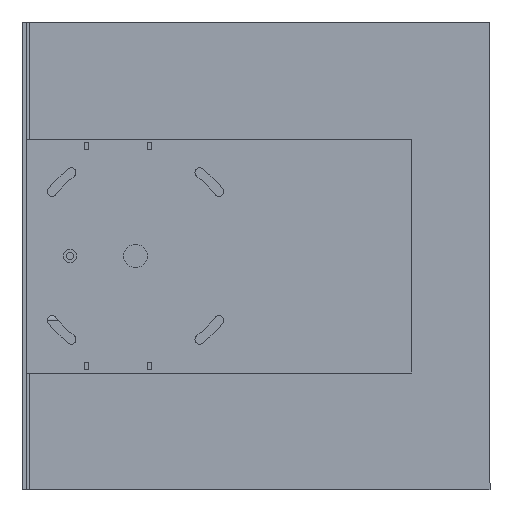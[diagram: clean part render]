
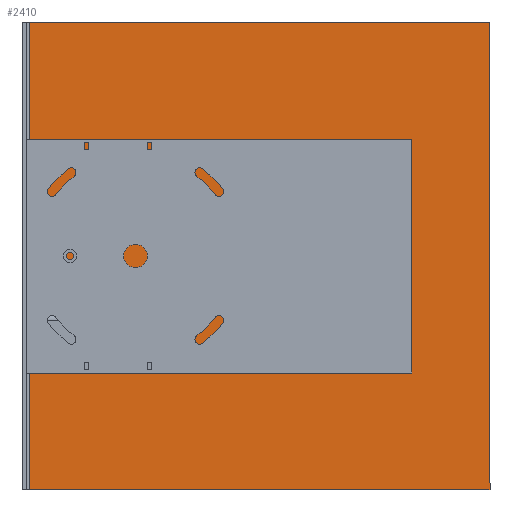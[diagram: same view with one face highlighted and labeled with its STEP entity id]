
A CAD part, left-side view. The second image highlights one B-rep face of the part: STEP entity #2410.
In plain terms, the highlighted face is planar.
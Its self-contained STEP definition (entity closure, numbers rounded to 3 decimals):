
#97=FACE_BOUND('',#441,.T.);
#161=PLANE('',#2750);
#283=FACE_OUTER_BOUND('',#440,.T.);
#440=EDGE_LOOP('',(#2210,#2211,#2212,#2213));
#441=EDGE_LOOP('',(#2214,#2215,#2216,#2217));
#647=LINE('',#4061,#885);
#651=LINE('',#4068,#889);
#654=LINE('',#4073,#892);
#655=LINE('',#4075,#893);
#660=LINE('',#4092,#898);
#667=LINE('',#4109,#905);
#673=LINE('',#4122,#911);
#674=LINE('',#4123,#912);
#885=VECTOR('',#3365,10.);
#889=VECTOR('',#3371,10.);
#892=VECTOR('',#3376,10.);
#893=VECTOR('',#3379,10.);
#898=VECTOR('',#3394,10.);
#905=VECTOR('',#3409,10.);
#911=VECTOR('',#3423,10.);
#912=VECTOR('',#3424,10.);
#1217=VERTEX_POINT('',#4058);
#1218=VERTEX_POINT('',#4060);
#1220=VERTEX_POINT('',#4066);
#1221=VERTEX_POINT('',#4071);
#1227=VERTEX_POINT('',#4089);
#1228=VERTEX_POINT('',#4091);
#1233=VERTEX_POINT('',#4105);
#1237=VERTEX_POINT('',#4121);
#1537=EDGE_CURVE('',#1218,#1217,#647,.T.);
#1541=EDGE_CURVE('',#1217,#1220,#651,.T.);
#1544=EDGE_CURVE('',#1220,#1221,#654,.T.);
#1545=EDGE_CURVE('',#1221,#1218,#655,.T.);
#1552=EDGE_CURVE('',#1228,#1227,#660,.T.);
#1561=EDGE_CURVE('',#1228,#1233,#667,.T.);
#1567=EDGE_CURVE('',#1237,#1227,#673,.T.);
#1568=EDGE_CURVE('',#1233,#1237,#674,.T.);
#2210=ORIENTED_EDGE('',*,*,#1561,.F.);
#2211=ORIENTED_EDGE('',*,*,#1552,.T.);
#2212=ORIENTED_EDGE('',*,*,#1567,.F.);
#2213=ORIENTED_EDGE('',*,*,#1568,.F.);
#2214=ORIENTED_EDGE('',*,*,#1537,.T.);
#2215=ORIENTED_EDGE('',*,*,#1541,.T.);
#2216=ORIENTED_EDGE('',*,*,#1544,.T.);
#2217=ORIENTED_EDGE('',*,*,#1545,.T.);
#2410=ADVANCED_FACE('',(#283,#97),#161,.T.);
#2750=AXIS2_PLACEMENT_3D('',#4120,#3421,#3422);
#3365=DIRECTION('',(0.,1.,0.));
#3371=DIRECTION('',(0.,0.,-1.));
#3376=DIRECTION('',(0.,-1.,0.));
#3379=DIRECTION('',(0.,0.,1.));
#3394=DIRECTION('',(0.,-1.,0.));
#3409=DIRECTION('',(0.,0.,-1.));
#3421=DIRECTION('center_axis',(1.,0.,0.));
#3422=DIRECTION('ref_axis',(0.,0.,-1.));
#3423=DIRECTION('',(0.,0.,1.));
#3424=DIRECTION('',(0.,-1.,0.));
#4058=CARTESIAN_POINT('',(2.,125.,105.));
#4060=CARTESIAN_POINT('',(2.,110.,105.));
#4061=CARTESIAN_POINT('',(2.,110.,105.));
#4066=CARTESIAN_POINT('',(2.,125.,95.));
#4068=CARTESIAN_POINT('',(2.,125.,105.));
#4071=CARTESIAN_POINT('',(2.,110.,95.));
#4073=CARTESIAN_POINT('',(2.,125.,95.));
#4075=CARTESIAN_POINT('',(2.,110.,95.));
#4089=CARTESIAN_POINT('',(2.,0.,200.));
#4091=CARTESIAN_POINT('',(2.,197.,200.));
#4092=CARTESIAN_POINT('',(2.,197.,200.));
#4105=CARTESIAN_POINT('',(2.,197.,0.));
#4109=CARTESIAN_POINT('',(2.,197.,200.));
#4120=CARTESIAN_POINT('Origin',(2.,0.,100.));
#4121=CARTESIAN_POINT('',(2.,0.,0.));
#4122=CARTESIAN_POINT('',(2.,0.,0.));
#4123=CARTESIAN_POINT('',(2.,197.,0.));
